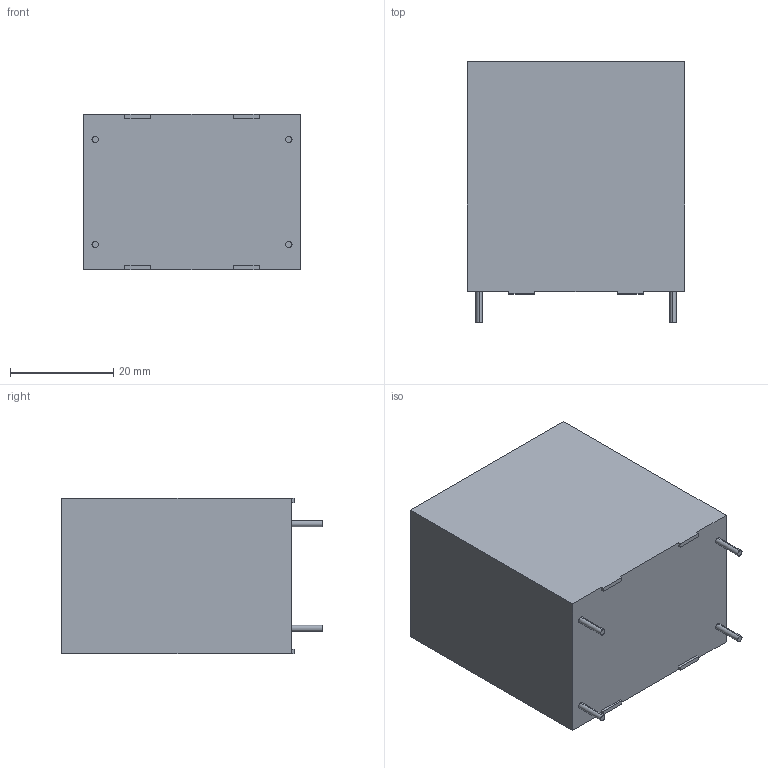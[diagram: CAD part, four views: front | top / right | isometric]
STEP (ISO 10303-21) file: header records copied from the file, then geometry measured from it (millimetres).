
FILE_DESCRIPTION (( 'STEP AP214' ), '1' );
FILE_NAME ('B32676G4206K.STEP', '2013-08-01T07:46:39', ( '' ), ( '' ), 'SwSTEP 2.0', 'SolidWorks 2011', '' );
FILE_SCHEMA (( 'AUTOMOTIVE_DESIGN' ));
Length unit declared in the file: millimetre
Products named in the file (1): B32676G4206K
Bounding box: 42 x 50.5 x 30 mm (x, y, z)
Volume: 56103.1 mm3; surface area: 9052.7 mm2
Topology: 1 solids, 1 shells, 203 faces, 534 edges, 356 vertices
Faces by surface type: plane 117, bspline 78, cylinder 8
Entity records: 12180 total; most frequent: CARTESIAN_POINT 5860, ORIENTED_EDGE 1068, DIRECTION 646, EDGE_CURVE 534, LINE 362, VECTOR 362, VERTEX_POINT 356, EDGE_LOOP 226
